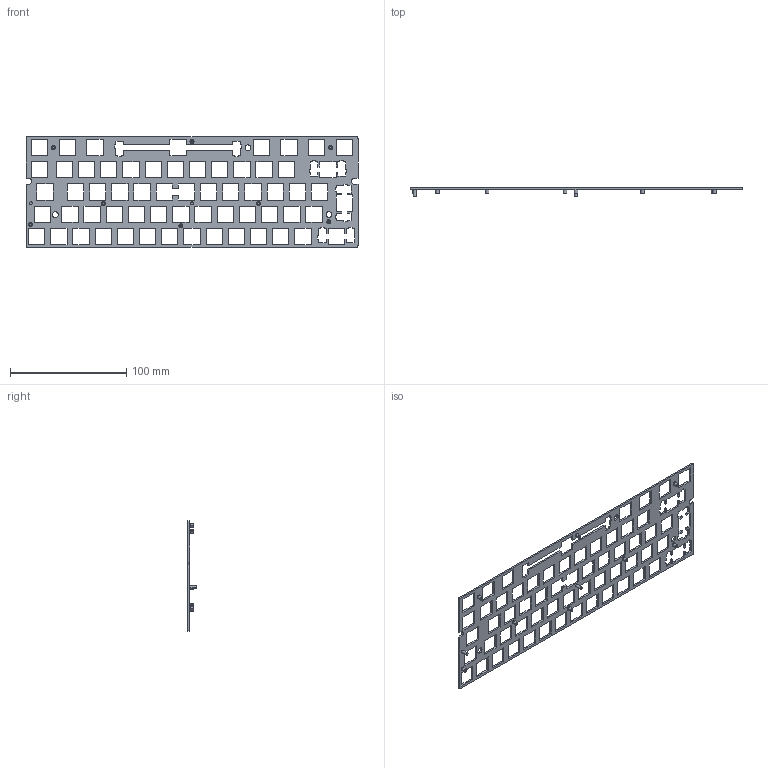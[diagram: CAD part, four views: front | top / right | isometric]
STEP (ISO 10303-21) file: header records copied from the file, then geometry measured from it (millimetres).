
FILE_DESCRIPTION((''),'2;1');
FILE_NAME('60HE_ISO_230713_ASM','2024-10-03T17:04:49',('sling'),(''),'CREO PARAMETRIC BY PTC INC, 2019471','CREO PARAMETRIC BY PTC INC, 2019471','');
FILE_SCHEMA(('AUTOMOTIVE_DESIGN { 1 0 10303 214 1 1 1 1 }'));
Length unit declared in the file: millimetre
Products named in the file (4): 60HE_ISO_230713; 60HE_RIVET_V2_230713; 60HE_ALIGN-PIN_230713; 60HE_ISO_230713_ASM
Assembly tree (11 placements, depth 2):
  60HE_ISO_230713_ASM
    60HE_ISO_230713
    60HE_RIVET_V2_230713  x8
    60HE_ALIGN-PIN_230713  x2
Bounding box: 285 x 7 x 95 mm (x, y, z)
Volume: 20684.9 mm3; surface area: 35218.5 mm2
Topology: 11 solids, 11 shells, 516 faces, 1926 edges, 1507 vertices
Faces by surface type: plane 428, cylinder 88
Entity records: 23596 total; most frequent: CARTESIAN_POINT 3231, DIRECTION 2779, ORIENTED_EDGE 2604, PRESENTATION_STYLE_ASSIGNMENT 1786, STYLED_ITEM 1786, CURVE_STYLE 1783, VECTOR 1671, LINE 1671
